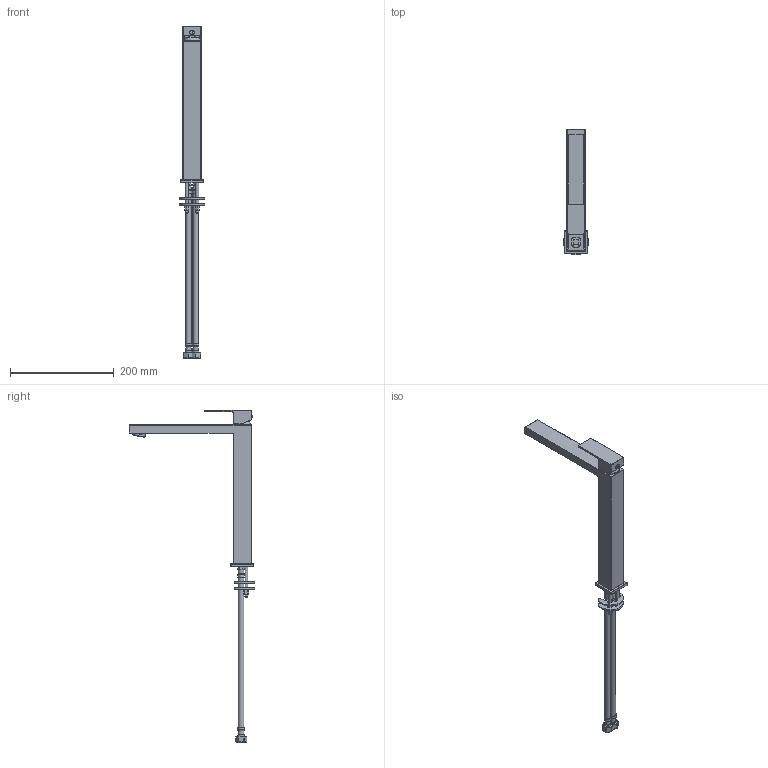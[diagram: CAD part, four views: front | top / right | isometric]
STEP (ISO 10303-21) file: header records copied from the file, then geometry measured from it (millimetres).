
FILE_DESCRIPTION(/* description */ (''),/* implementation_level */ '2;1');
FILE_NAME(/* name */ 'A031 12 00 02.stp',/* time_stamp */ '2021-01-12T12:46:00+08:00',/* author */ (''),/* organization */ (''),/* preprocessor_version */ 'ST-DEVELOPER v16.7',/* originating_system */ 'SIEMENS PLM Software NX 12.0',/* authorisation */ '');
FILE_SCHEMA (('AUTOMOTIVE_DESIGN { 1 0 10303 214 3 1 1 1 }'));
Products named in the file (1): GT7FB4CE32t0mn
Bounding box: 49.46 x 241.41 x 639.6 mm (x, y, z)
Volume: 258760.2 mm3; surface area: 220297.9 mm2
Topology: 37 solids, 38 shells, 2168 faces, 5955 edges, 3787 vertices
Faces by surface type: plane 1267, cylinder 582, cone 121, torus 74, bspline 72, sphere 40, extrusion 12
Full cylindrical faces by diameter (mm): 2.1 x2, 3 x4, 3.1 x4, 4 x1, 4.1 x1, 4.2 x1, 4.5 x2, 4.8 x4, 5.1 x2, 5.2 x2, 6 x8, 6.4 x2, 6.8 x1, 7 x2, 8 x8, 9 x2, 10 x2, 10.5 x2, 10.6 x4, 10.7 x2, 11.2 x2, 11.6 x2, 12.5 x6, 13.5 x2, 15 x3, 16 x1, 18 x1, 18.7 x1, 21.5 x1, 23 x1
Entity records: 70990 total; most frequent: CARTESIAN_POINT 16152, ORIENTED_EDGE 11300, DIRECTION 11119, EDGE_CURVE 5650, AXIS2_PLACEMENT_3D 3765, VERTEX_POINT 3728, VECTOR 3589, LINE 3577
